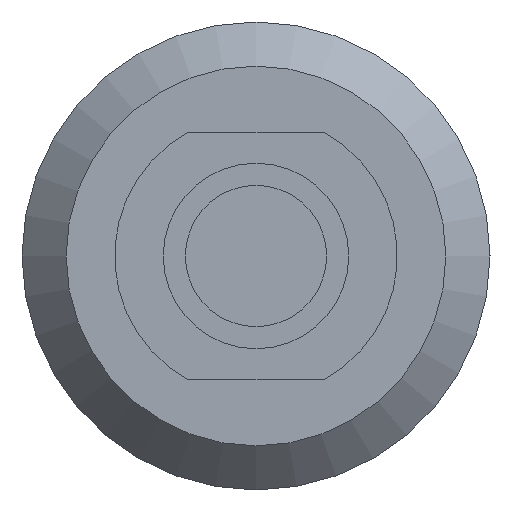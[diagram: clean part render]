
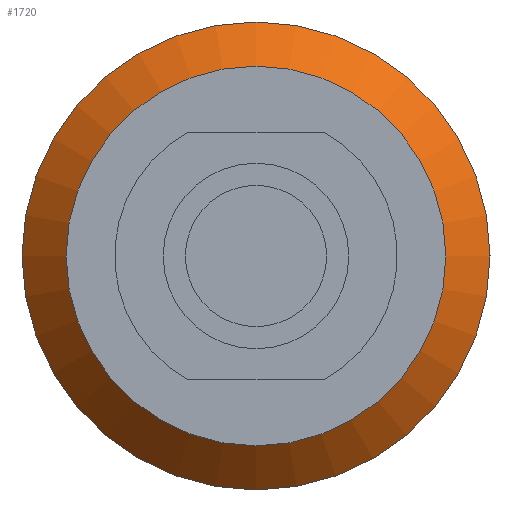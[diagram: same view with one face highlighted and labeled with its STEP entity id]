
A CAD part, left-side view. The second image highlights one B-rep face of the part: STEP entity #1720.
In plain terms, the highlighted conical face has half-angle 45 degrees and reference radius 12 mm.
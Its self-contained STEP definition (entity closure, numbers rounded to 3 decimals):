
#18=CONICAL_SURFACE('',#1880,12.,0.785);
#71=CIRCLE('',#1877,10.75);
#74=CIRCLE('',#1881,13.25);
#75=CIRCLE('',#1882,13.25);
#209=FACE_OUTER_BOUND('',#318,.T.);
#318=EDGE_LOOP('',(#1510,#1511,#1512,#1513,#1514));
#494=LINE('',#3001,#667);
#667=VECTOR('',#2326,12.);
#823=VERTEX_POINT('',#2989);
#828=VERTEX_POINT('',#3000);
#829=VERTEX_POINT('',#3002);
#1055=EDGE_CURVE('',#823,#823,#71,.T.);
#1060=EDGE_CURVE('',#823,#828,#494,.T.);
#1061=EDGE_CURVE('',#828,#829,#74,.T.);
#1062=EDGE_CURVE('',#829,#828,#75,.T.);
#1510=ORIENTED_EDGE('',*,*,#1055,.T.);
#1511=ORIENTED_EDGE('',*,*,#1060,.T.);
#1512=ORIENTED_EDGE('',*,*,#1061,.T.);
#1513=ORIENTED_EDGE('',*,*,#1062,.T.);
#1514=ORIENTED_EDGE('',*,*,#1060,.F.);
#1720=ADVANCED_FACE('',(#209),#18,.T.);
#1877=AXIS2_PLACEMENT_3D('',#2990,#2316,#2317);
#1880=AXIS2_PLACEMENT_3D('',#2999,#2324,#2325);
#1881=AXIS2_PLACEMENT_3D('',#3003,#2327,#2328);
#1882=AXIS2_PLACEMENT_3D('',#3004,#2329,#2330);
#2316=DIRECTION('center_axis',(1.,0.,0.));
#2317=DIRECTION('ref_axis',(0.,-1.,0.));
#2324=DIRECTION('center_axis',(1.,0.,0.));
#2325=DIRECTION('ref_axis',(0.,-1.,0.));
#2326=DIRECTION('',(0.707,0.707,0.));
#2327=DIRECTION('center_axis',(-1.,0.,0.));
#2328=DIRECTION('ref_axis',(0.,-1.,0.));
#2329=DIRECTION('center_axis',(-1.,0.,0.));
#2330=DIRECTION('ref_axis',(0.,-1.,0.));
#2989=CARTESIAN_POINT('',(-105.,10.75,0.));
#2990=CARTESIAN_POINT('Origin',(-105.,0.,0.));
#2999=CARTESIAN_POINT('Origin',(-103.75,0.,0.));
#3000=CARTESIAN_POINT('',(-102.5,13.25,0.));
#3001=CARTESIAN_POINT('',(-103.75,12.,0.));
#3002=CARTESIAN_POINT('',(-102.5,-13.25,0.));
#3003=CARTESIAN_POINT('Origin',(-102.5,0.,0.));
#3004=CARTESIAN_POINT('Origin',(-102.5,0.,0.));
